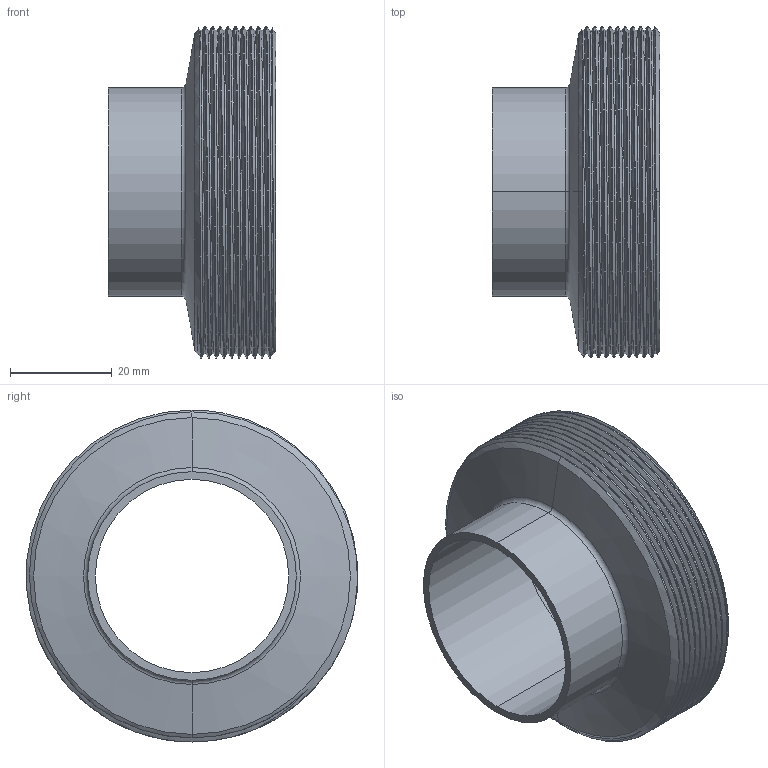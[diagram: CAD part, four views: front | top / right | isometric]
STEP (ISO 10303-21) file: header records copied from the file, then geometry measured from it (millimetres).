
FILE_DESCRIPTION (( 'STEP AP203' ), '1' );
FILE_NAME ('3D-M2010P_41x1.5_174072035_174074035.STEP', '2024-09-05T06:11:37', ( '' ), ( '' ), 'SwSTEP 2.0', 'SolidWorks 2024', '' );
FILE_SCHEMA (( 'CONFIG_CONTROL_DESIGN' ));
Length unit declared in the file: millimetre
Products named in the file (1): 3D-M2010P_41x1.5_174072035_174074035
Bounding box: 33 x 65.09 x 65.24 mm (x, y, z)
Volume: 31226.2 mm3; surface area: 15586.4 mm2
Topology: 1 solids, 1 shells, 45 faces, 115 edges, 74 vertices
Faces by surface type: cylinder 28, cone 8, plane 4, bspline 3, torus 2
Entity records: 3549 total; most frequent: CARTESIAN_POINT 2508, ORIENTED_EDGE 230, DIRECTION 177, EDGE_CURVE 115, VERTEX_POINT 74, AXIS2_PLACEMENT_3D 71, EDGE_LOOP 49, FACE_OUTER_BOUND 45
